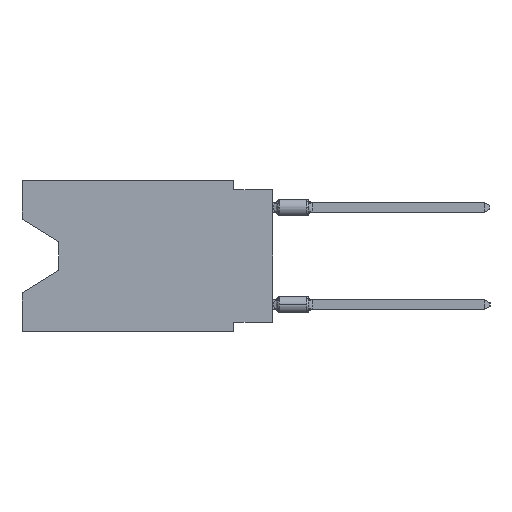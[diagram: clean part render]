
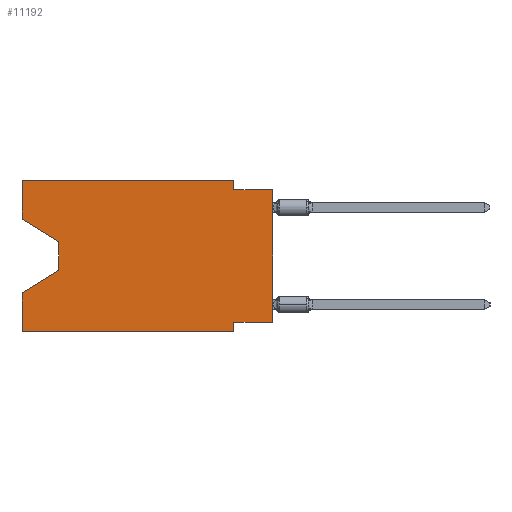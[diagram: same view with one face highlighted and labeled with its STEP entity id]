
A CAD part, left-side view. The second image highlights one B-rep face of the part: STEP entity #11192.
In plain terms, the highlighted planar face has unit normal (-1, 0, 0).
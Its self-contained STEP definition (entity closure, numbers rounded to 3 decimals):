
#124 = CARTESIAN_POINT ( 'NONE',  ( 0., 0., -9.271 ) ) ;
#444 = CARTESIAN_POINT ( 'NONE',  ( 0., 2.54, -9.271 ) ) ;
#795 = VECTOR ( 'NONE', #21716, 1000. ) ;
#821 = EDGE_CURVE ( 'NONE', #28367, #4336, #24180, .T. ) ;
#2123 = VERTEX_POINT ( 'NONE', #31629 ) ;
#2515 = CARTESIAN_POINT ( 'NONE',  ( 0., 0., -9.271 ) ) ;
#3194 = CARTESIAN_POINT ( 'NONE',  ( 0., 16.383, 0. ) ) ;
#3533 = VECTOR ( 'NONE', #28106, 1000. ) ;
#3856 = VERTEX_POINT ( 'NONE', #29507 ) ;
#3898 = VECTOR ( 'NONE', #9176, 1000. ) ;
#3909 = ORIENTED_EDGE ( 'NONE', *, *, #13919, .F. ) ;
#4169 = VERTEX_POINT ( 'NONE', #444 ) ;
#4336 = VERTEX_POINT ( 'NONE', #26999 ) ;
#4356 = EDGE_CURVE ( 'NONE', #33756, #12697, #8110, .T. ) ;
#4406 = CARTESIAN_POINT ( 'NONE',  ( 0., 13.97, -5.893 ) ) ;
#4457 = DIRECTION ( 'NONE',  ( 0., -1., 0. ) ) ;
#4866 = EDGE_CURVE ( 'NONE', #2123, #29302, #27577, .T. ) ;
#5407 = CARTESIAN_POINT ( 'NONE',  ( 0., 0., 0. ) ) ;
#5637 = CARTESIAN_POINT ( 'NONE',  ( 0., 16.383, 0. ) ) ;
#6122 = EDGE_LOOP ( 'NONE', ( #40809, #15486, #7367, #3909, #39195, #28177, #28866, #35928, #11818, #29749, #38577, #33445 ) ) ;
#6641 = CARTESIAN_POINT ( 'NONE',  ( 0., 2.54, 0. ) ) ;
#7367 = ORIENTED_EDGE ( 'NONE', *, *, #821, .T. ) ;
#7571 = CARTESIAN_POINT ( 'NONE',  ( 0., 13.97, -4.013 ) ) ;
#8110 = LINE ( 'NONE', #20743, #22626 ) ;
#8453 = VECTOR ( 'NONE', #21584, 1000. ) ;
#8792 = CARTESIAN_POINT ( 'NONE',  ( 0., 13.97, -4.013 ) ) ;
#9074 = CARTESIAN_POINT ( 'NONE',  ( 0., 16.383, -2.546 ) ) ;
#9176 = DIRECTION ( 'NONE',  ( 0., 0.855, -0.519 ) ) ;
#10431 = CARTESIAN_POINT ( 'NONE',  ( 0., 0., -0.635 ) ) ;
#10476 = DIRECTION ( 'NONE',  ( 0., 0., -1. ) ) ;
#10795 = LINE ( 'NONE', #13491, #12624 ) ;
#11192 = ADVANCED_FACE ( 'NONE', ( #40370 ), #15039, .F. ) ;
#11255 = VERTEX_POINT ( 'NONE', #31016 ) ;
#11818 = ORIENTED_EDGE ( 'NONE', *, *, #36304, .F. ) ;
#11833 = DIRECTION ( 'NONE',  ( 0., 0., 1. ) ) ;
#11858 = LINE ( 'NONE', #5637, #25702 ) ;
#11934 = CARTESIAN_POINT ( 'NONE',  ( 0., 16.383, 0. ) ) ;
#12479 = VECTOR ( 'NONE', #10476, 1000. ) ;
#12624 = VECTOR ( 'NONE', #16389, 1000. ) ;
#12695 = CARTESIAN_POINT ( 'NONE',  ( 0., 13.97, -5.893 ) ) ;
#12697 = VERTEX_POINT ( 'NONE', #6641 ) ;
#13491 = CARTESIAN_POINT ( 'NONE',  ( 0., 2.54, -9.906 ) ) ;
#13919 = EDGE_CURVE ( 'NONE', #38532, #4336, #11858, .T. ) ;
#15039 = PLANE ( 'NONE',  #40257 ) ;
#15218 = LINE ( 'NONE', #34323, #3533 ) ;
#15486 = ORIENTED_EDGE ( 'NONE', *, *, #29187, .T. ) ;
#16081 = CARTESIAN_POINT ( 'NONE',  ( 0., 2.54, -0.635 ) ) ;
#16389 = DIRECTION ( 'NONE',  ( 0., 0., -1. ) ) ;
#20531 = EDGE_CURVE ( 'NONE', #2123, #33756, #24597, .T. ) ;
#20743 = CARTESIAN_POINT ( 'NONE',  ( 0., 16.383, 0. ) ) ;
#21584 = DIRECTION ( 'NONE',  ( 0., 1., 0. ) ) ;
#21716 = DIRECTION ( 'NONE',  ( 0., -0.855, -0.519 ) ) ;
#22291 = CARTESIAN_POINT ( 'NONE',  ( 0., 16.383, 0. ) ) ;
#22626 = VECTOR ( 'NONE', #33436, 1000. ) ;
#23739 = LINE ( 'NONE', #7571, #12479 ) ;
#23890 = EDGE_CURVE ( 'NONE', #39965, #4169, #34054, .T. ) ;
#24180 = LINE ( 'NONE', #12695, #3898 ) ;
#24188 = DIRECTION ( 'NONE',  ( 0., 0., -1. ) ) ;
#24597 = LINE ( 'NONE', #22291, #26131 ) ;
#25702 = VECTOR ( 'NONE', #27847, 1000. ) ;
#26131 = VECTOR ( 'NONE', #37681, 1000. ) ;
#26209 = EDGE_CURVE ( 'NONE', #38532, #3856, #32885, .T. ) ;
#26999 = CARTESIAN_POINT ( 'NONE',  ( 0., 16.383, -7.36 ) ) ;
#27577 = LINE ( 'NONE', #9074, #795 ) ;
#27774 = VECTOR ( 'NONE', #11833, 1000. ) ;
#27847 = DIRECTION ( 'NONE',  ( 0., 0., 1. ) ) ;
#28106 = DIRECTION ( 'NONE',  ( 0., 0., -1. ) ) ;
#28177 = ORIENTED_EDGE ( 'NONE', *, *, #31214, .F. ) ;
#28367 = VERTEX_POINT ( 'NONE', #4406 ) ;
#28426 = VECTOR ( 'NONE', #4457, 1000. ) ;
#28866 = ORIENTED_EDGE ( 'NONE', *, *, #23890, .F. ) ;
#29187 = EDGE_CURVE ( 'NONE', #29302, #28367, #23739, .T. ) ;
#29302 = VERTEX_POINT ( 'NONE', #8792 ) ;
#29507 = CARTESIAN_POINT ( 'NONE',  ( 0., 2.54, -9.906 ) ) ;
#29749 = ORIENTED_EDGE ( 'NONE', *, *, #33665, .F. ) ;
#29962 = CARTESIAN_POINT ( 'NONE',  ( 0., 16.383, -9.906 ) ) ;
#31016 = CARTESIAN_POINT ( 'NONE',  ( 0., 0., -0.635 ) ) ;
#31214 = EDGE_CURVE ( 'NONE', #4169, #3856, #10795, .T. ) ;
#31629 = CARTESIAN_POINT ( 'NONE',  ( 0., 16.383, -2.546 ) ) ;
#32773 = VECTOR ( 'NONE', #35945, 1000. ) ;
#32885 = LINE ( 'NONE', #29962, #28426 ) ;
#33378 = VERTEX_POINT ( 'NONE', #16081 ) ;
#33436 = DIRECTION ( 'NONE',  ( 0., -1., 0. ) ) ;
#33445 = ORIENTED_EDGE ( 'NONE', *, *, #20531, .F. ) ;
#33665 = EDGE_CURVE ( 'NONE', #12697, #33378, #15218, .T. ) ;
#33756 = VERTEX_POINT ( 'NONE', #3194 ) ;
#33838 = LINE ( 'NONE', #5407, #27774 ) ;
#34054 = LINE ( 'NONE', #2515, #8453 ) ;
#34323 = CARTESIAN_POINT ( 'NONE',  ( 0., 2.54, 0. ) ) ;
#35928 = ORIENTED_EDGE ( 'NONE', *, *, #39442, .T. ) ;
#35945 = DIRECTION ( 'NONE',  ( 0., -1., 0. ) ) ;
#36304 = EDGE_CURVE ( 'NONE', #33378, #11255, #39063, .T. ) ;
#37259 = DIRECTION ( 'NONE',  ( 1., 0., 0. ) ) ;
#37681 = DIRECTION ( 'NONE',  ( 0., 0., 1. ) ) ;
#38532 = VERTEX_POINT ( 'NONE', #39398 ) ;
#38577 = ORIENTED_EDGE ( 'NONE', *, *, #4356, .F. ) ;
#39063 = LINE ( 'NONE', #10431, #32773 ) ;
#39195 = ORIENTED_EDGE ( 'NONE', *, *, #26209, .T. ) ;
#39398 = CARTESIAN_POINT ( 'NONE',  ( 0., 16.383, -9.906 ) ) ;
#39442 = EDGE_CURVE ( 'NONE', #39965, #11255, #33838, .T. ) ;
#39965 = VERTEX_POINT ( 'NONE', #124 ) ;
#40257 = AXIS2_PLACEMENT_3D ( 'NONE', #11934, #37259, #24188 ) ;
#40370 = FACE_OUTER_BOUND ( 'NONE', #6122, .T. ) ;
#40809 = ORIENTED_EDGE ( 'NONE', *, *, #4866, .T. ) ;
